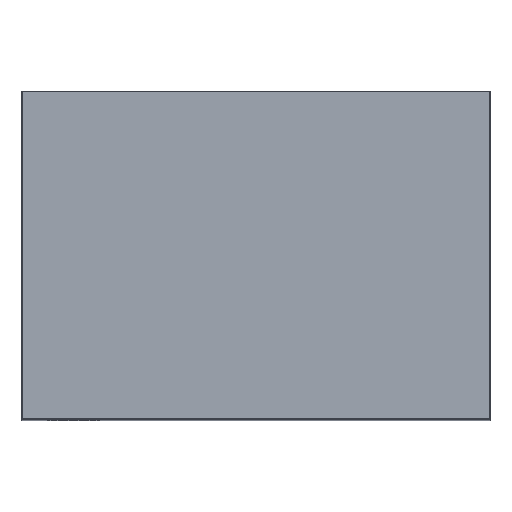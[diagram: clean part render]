
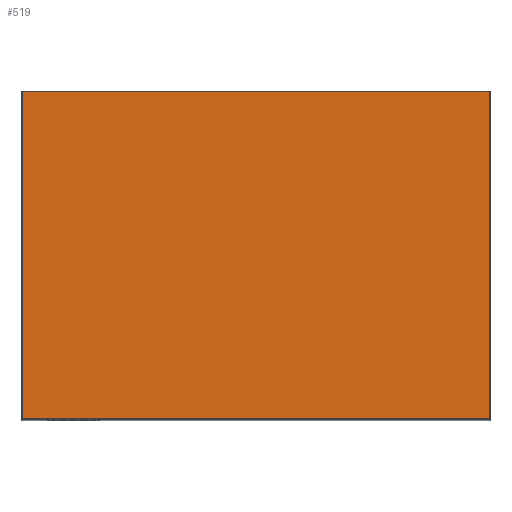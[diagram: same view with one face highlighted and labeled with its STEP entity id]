
A CAD part, top view. The second image highlights one B-rep face of the part: STEP entity #519.
In plain terms, the highlighted planar face has unit normal (0, 0, 1).
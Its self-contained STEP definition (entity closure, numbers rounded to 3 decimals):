
#386=CARTESIAN_POINT('',(24.99,17.49,65.0));
#387=VERTEX_POINT('',#386);
#388=CARTESIAN_POINT('',(24.99,-17.49,65.0));
#389=VERTEX_POINT('',#388);
#390=CARTESIAN_POINT('',(24.99,17.49,65.0));
#391=DIRECTION('',(0.0,-1.0,0.0));
#392=VECTOR('',#391,34.98);
#393=LINE('',#390,#392);
#394=EDGE_CURVE('',#387,#389,#393,.T.);
#429=CARTESIAN_POINT('',(-24.99,-17.49,65.0));
#430=VERTEX_POINT('',#429);
#431=CARTESIAN_POINT('',(24.99,-17.49,65.0));
#432=DIRECTION('',(-1.0,0.0,0.0));
#433=VECTOR('',#432,49.98);
#434=LINE('',#431,#433);
#435=EDGE_CURVE('',#389,#430,#434,.T.);
#460=CARTESIAN_POINT('',(-24.99,17.49,65.0));
#461=VERTEX_POINT('',#460);
#462=CARTESIAN_POINT('',(-24.99,-17.49,65.0));
#463=DIRECTION('',(0.0,1.0,0.0));
#464=VECTOR('',#463,34.98);
#465=LINE('',#462,#464);
#466=EDGE_CURVE('',#430,#461,#465,.T.);
#491=CARTESIAN_POINT('',(-24.99,17.49,65.0));
#492=DIRECTION('',(1.0,0.0,0.0));
#493=VECTOR('',#492,49.98);
#494=LINE('',#491,#493);
#495=EDGE_CURVE('',#461,#387,#494,.T.);
#508=CARTESIAN_POINT('',(0.,0.,65.0));
#509=DIRECTION('',(0.0,0.0,1.0));
#510=DIRECTION('',(1.0,0.0,0.0));
#511=AXIS2_PLACEMENT_3D('',#508,#509,#510);
#512=PLANE('',#511);
#513=ORIENTED_EDGE('',*,*,#394,.F.);
#514=ORIENTED_EDGE('',*,*,#495,.F.);
#515=ORIENTED_EDGE('',*,*,#466,.F.);
#516=ORIENTED_EDGE('',*,*,#435,.F.);
#517=EDGE_LOOP('',(#513,#514,#515,#516));
#518=FACE_OUTER_BOUND('',#517,.T.);
#519=ADVANCED_FACE('',(#518),#512,.T.);
